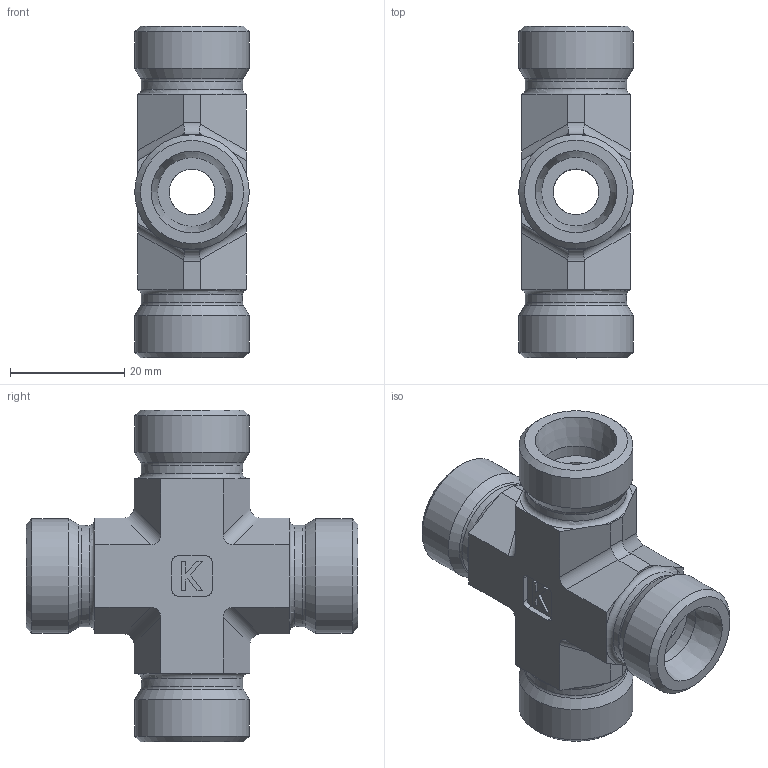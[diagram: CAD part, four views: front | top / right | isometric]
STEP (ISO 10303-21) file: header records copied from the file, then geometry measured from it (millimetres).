
FILE_DESCRIPTION((''),'2;1');
FILE_NAME('4931220.stp','2014-09-18T14:33:08',(''),('KNOMI spol. s r. o.'),'Autodesk Inventor 2012','Autodesk Inventor 2012','');
FILE_SCHEMA(('AUTOMOTIVE_DESIGN { 1 2 10303 214 0 1 1 1 }'));
Length unit declared in the file: millimetre
Products named in the file (1): KS3 12S 4xM20
Bounding box: 20 x 58 x 58 mm (x, y, z)
Volume: 22011.1 mm3; surface area: 9769.5 mm2
Topology: 1 solids, 1 shells, 128 faces, 348 edges, 226 vertices
Faces by surface type: plane 76, cylinder 32, cone 12, torus 8
Full cylindrical faces by diameter (mm): 8 x4, 12 x4, 17.7 x4, 20 x4
Entity records: 3942 total; most frequent: CARTESIAN_POINT 875, DIRECTION 638, ORIENTED_EDGE 592, EDGE_CURVE 296, AXIS2_PLACEMENT_3D 237, VERTEX_POINT 210, EDGE_LOOP 174, VECTOR 164
